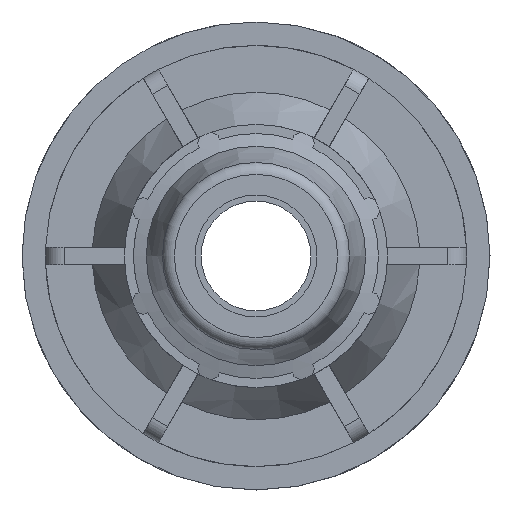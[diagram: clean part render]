
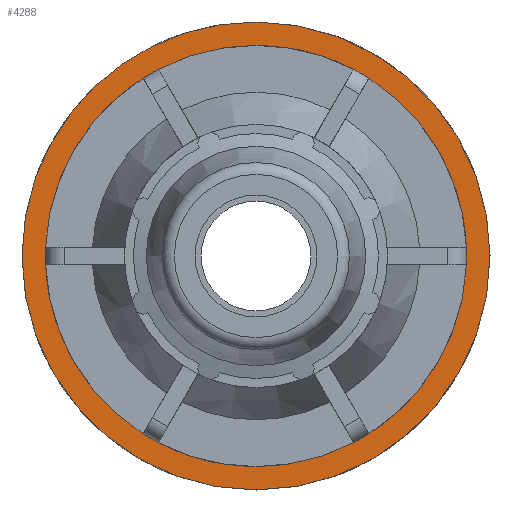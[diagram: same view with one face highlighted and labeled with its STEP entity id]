
A CAD part, left-side view. The second image highlights one B-rep face of the part: STEP entity #4288.
In plain terms, the highlighted planar face has unit normal (-1, 0, 0).
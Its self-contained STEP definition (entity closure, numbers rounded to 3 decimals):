
#93=FACE_BOUND('',#632,.T.);
#398=FACE_OUTER_BOUND('',#631,.T.);
#631=EDGE_LOOP('',(#3514));
#632=EDGE_LOOP('',(#3515));
#719=CIRCLE('',#4404,48.);
#835=CIRCLE('',#4669,38.4);
#1653=VERTEX_POINT('',#6179);
#1908=VERTEX_POINT('',#7325);
#2093=EDGE_CURVE('',#1653,#1653,#719,.T.);
#2491=EDGE_CURVE('',#1908,#1908,#835,.T.);
#3514=ORIENTED_EDGE('',*,*,#2093,.F.);
#3515=ORIENTED_EDGE('',*,*,#2491,.T.);
#3865=PLANE('',#4668);
#4288=ADVANCED_FACE('',(#398,#93),#3865,.T.);
#4404=AXIS2_PLACEMENT_3D('',#6180,#4987,#4988);
#4668=AXIS2_PLACEMENT_3D('',#7324,#5715,#5716);
#4669=AXIS2_PLACEMENT_3D('',#7326,#5717,#5718);
#4987=DIRECTION('center_axis',(1.,0.,0.));
#4988=DIRECTION('ref_axis',(0.,0.,-1.));
#5715=DIRECTION('center_axis',(-1.,0.,0.));
#5716=DIRECTION('ref_axis',(0.,0.,1.));
#5717=DIRECTION('center_axis',(1.,0.,0.));
#5718=DIRECTION('ref_axis',(0.,0.,-1.));
#6179=CARTESIAN_POINT('',(41.637,0.,48.));
#6180=CARTESIAN_POINT('Origin',(41.637,0.,0.));
#7324=CARTESIAN_POINT('Origin',(41.637,48.,0.));
#7325=CARTESIAN_POINT('',(41.637,38.4,0.));
#7326=CARTESIAN_POINT('Origin',(41.637,0.,0.));
